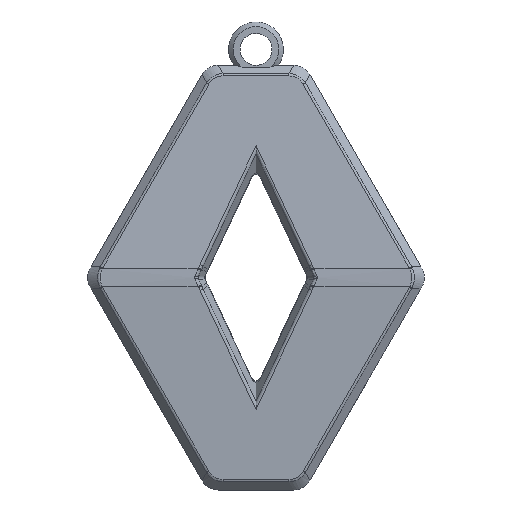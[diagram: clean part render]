
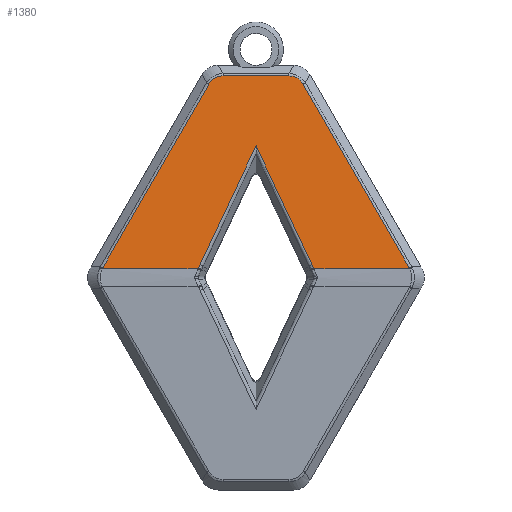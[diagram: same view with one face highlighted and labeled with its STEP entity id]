
A CAD part, top view. The second image highlights one B-rep face of the part: STEP entity #1380.
In plain terms, the highlighted free-form (B-spline) face has degree [1, 1] with [2, 2] control points.
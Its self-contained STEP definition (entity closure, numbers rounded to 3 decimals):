
#759 = VERTEX_POINT('',#760);
#760 = CARTESIAN_POINT('',(2.955,18.103,2.314
    ));
#768 = VERTEX_POINT('',#769);
#769 = CARTESIAN_POINT('',(-2.955,18.103,
    2.314));
#775 = EDGE_CURVE('',#768,#759,#776,.T.);
#776 = B_SPLINE_CURVE_WITH_KNOTS('',1,(#777,#778),.UNSPECIFIED.,.F.,.F.,
  (2,2),(0.,7.214),.PIECEWISE_BEZIER_KNOTS.);
#777 = CARTESIAN_POINT('',(-2.955,18.103,
    2.314));
#778 = CARTESIAN_POINT('',(2.955,18.103,2.314
    ));
#1284 = EDGE_CURVE('',#1285,#768,#1287,.T.);
#1285 = VERTEX_POINT('',#1286);
#1286 = CARTESIAN_POINT('',(-4.225,17.363,
    2.362));
#1287 = B_SPLINE_CURVE_WITH_KNOTS('',3,(#1288,#1289,#1290,#1291,#1292,
    #1293),.UNSPECIFIED.,.F.,.F.,(4,2,4),(0.,1.,1.),
  .UNSPECIFIED.);
#1288 = CARTESIAN_POINT('',(-4.225,17.363,
    2.362));
#1289 = CARTESIAN_POINT('',(-3.952,17.835,
    2.332));
#1290 = CARTESIAN_POINT('',(-3.493,18.103,
    2.314));
#1291 = CARTESIAN_POINT('',(-2.955,18.103,
    2.314));
#1292 = CARTESIAN_POINT('',(-2.955,18.103,
    2.314));
#1293 = CARTESIAN_POINT('',(-2.955,18.103,
    2.314));
#1345 = EDGE_CURVE('',#759,#1346,#1348,.T.);
#1346 = VERTEX_POINT('',#1347);
#1347 = CARTESIAN_POINT('',(4.225,17.363,2.362
    ));
#1348 = B_SPLINE_CURVE_WITH_KNOTS('',3,(#1349,#1350,#1351,#1352,#1353,
    #1354),.UNSPECIFIED.,.F.,.F.,(4,2,4),(0.,1.,1.),
  .UNSPECIFIED.);
#1349 = CARTESIAN_POINT('',(2.955,18.103,
    2.314));
#1350 = CARTESIAN_POINT('',(3.493,18.103,
    2.314));
#1351 = CARTESIAN_POINT('',(3.952,17.835,
    2.332));
#1352 = CARTESIAN_POINT('',(4.225,17.363,
    2.362));
#1353 = CARTESIAN_POINT('',(4.225,17.363,2.362
    ));
#1354 = CARTESIAN_POINT('',(4.225,17.363,
    2.362));
#1380 = ADVANCED_FACE('',(#1381),#1492,.T.);
#1381 = FACE_BOUND('',#1382,.T.);
#1382 = EDGE_LOOP('',(#1383,#1396,#1403,#1414,#1425,#1432,#1439,#1450,
    #1461,#1468,#1479,#1484,#1485,#1486,#1487));
#1383 = ORIENTED_EDGE('',*,*,#1384,.F.);
#1384 = EDGE_CURVE('',#1385,#1387,#1389,.T.);
#1385 = VERTEX_POINT('',#1386);
#1386 = CARTESIAN_POINT('',(-13.804,0.791,
    3.431));
#1387 = VERTEX_POINT('',#1388);
#1388 = CARTESIAN_POINT('',(-13.767,0.859,3.427
    ));
#1389 = B_SPLINE_CURVE_WITH_KNOTS('',3,(#1390,#1391,#1392,#1393,#1394,
    #1395),.UNSPECIFIED.,.F.,.F.,(4,2,4),(0.,0.5,1.),.UNSPECIFIED.);
#1390 = CARTESIAN_POINT('',(-13.804,0.791,
    3.431));
#1391 = CARTESIAN_POINT('',(-13.798,0.803,
    3.43));
#1392 = CARTESIAN_POINT('',(-13.792,0.814,
    3.43));
#1393 = CARTESIAN_POINT('',(-13.78,0.836,
    3.428));
#1394 = CARTESIAN_POINT('',(-13.773,0.847,
    3.428));
#1395 = CARTESIAN_POINT('',(-13.767,0.859,3.427
    ));
#1396 = ORIENTED_EDGE('',*,*,#1397,.F.);
#1397 = EDGE_CURVE('',#1398,#1385,#1400,.T.);
#1398 = VERTEX_POINT('',#1399);
#1399 = CARTESIAN_POINT('',(-5.195,0.791,3.431
    ));
#1400 = B_SPLINE_CURVE_WITH_KNOTS('',1,(#1401,#1402),.UNSPECIFIED.,.F.,
  .F.,(2,2),(0.,10.507),.PIECEWISE_BEZIER_KNOTS.);
#1401 = CARTESIAN_POINT('',(-5.195,0.791,3.431
    ));
#1402 = CARTESIAN_POINT('',(-13.804,0.791,
    3.431));
#1403 = ORIENTED_EDGE('',*,*,#1404,.F.);
#1404 = EDGE_CURVE('',#1405,#1398,#1407,.T.);
#1405 = VERTEX_POINT('',#1406);
#1406 = CARTESIAN_POINT('',(-5.153,0.881,
    3.425));
#1407 = B_SPLINE_CURVE_WITH_KNOTS('',3,(#1408,#1409,#1410,#1411,#1412,
    #1413),.UNSPECIFIED.,.F.,.F.,(4,2,4),(0.,0.5,1.),.UNSPECIFIED.);
#1408 = CARTESIAN_POINT('',(-5.153,0.881,
    3.425));
#1409 = CARTESIAN_POINT('',(-5.16,0.866,3.426
    ));
#1410 = CARTESIAN_POINT('',(-5.167,0.851,
    3.427));
#1411 = CARTESIAN_POINT('',(-5.181,0.821,3.429
    ));
#1412 = CARTESIAN_POINT('',(-5.188,0.806,3.43
    ));
#1413 = CARTESIAN_POINT('',(-5.195,0.791,3.431
    ));
#1414 = ORIENTED_EDGE('',*,*,#1415,.F.);
#1415 = EDGE_CURVE('',#1416,#1405,#1418,.T.);
#1416 = VERTEX_POINT('',#1417);
#1417 = CARTESIAN_POINT('',(-5.024,1.155,3.408
    ));
#1418 = B_SPLINE_CURVE_WITH_KNOTS('',3,(#1419,#1420,#1421,#1422,#1423,
    #1424),.UNSPECIFIED.,.F.,.F.,(4,2,4),(0.,0.5,1.),.UNSPECIFIED.);
#1419 = CARTESIAN_POINT('',(-5.024,1.155,3.408
    ));
#1420 = CARTESIAN_POINT('',(-5.045,1.109,
    3.411));
#1421 = CARTESIAN_POINT('',(-5.067,1.063,
    3.414));
#1422 = CARTESIAN_POINT('',(-5.11,0.972,3.419
    ));
#1423 = CARTESIAN_POINT('',(-5.131,0.926,3.422
    ));
#1424 = CARTESIAN_POINT('',(-5.153,0.881,
    3.425));
#1425 = ORIENTED_EDGE('',*,*,#1426,.F.);
#1426 = EDGE_CURVE('',#1427,#1416,#1429,.T.);
#1427 = VERTEX_POINT('',#1428);
#1428 = CARTESIAN_POINT('',(0.,11.824,
    2.719));
#1429 = B_SPLINE_CURVE_WITH_KNOTS('',1,(#1430,#1431),.UNSPECIFIED.,.F.,
  .F.,(2,2),(0.,14.418),
  .PIECEWISE_BEZIER_KNOTS.);
#1430 = CARTESIAN_POINT('',(0.,11.824,
    2.719));
#1431 = CARTESIAN_POINT('',(-5.024,1.155,3.408
    ));
#1432 = ORIENTED_EDGE('',*,*,#1433,.F.);
#1433 = EDGE_CURVE('',#1434,#1427,#1436,.T.);
#1434 = VERTEX_POINT('',#1435);
#1435 = CARTESIAN_POINT('',(5.024,1.155,3.408)
  );
#1436 = B_SPLINE_CURVE_WITH_KNOTS('',1,(#1437,#1438),.UNSPECIFIED.,.F.,
  .F.,(2,2),(0.,14.418),
  .PIECEWISE_BEZIER_KNOTS.);
#1437 = CARTESIAN_POINT('',(5.024,1.155,3.408)
  );
#1438 = CARTESIAN_POINT('',(0.,11.824,
    2.719));
#1439 = ORIENTED_EDGE('',*,*,#1440,.F.);
#1440 = EDGE_CURVE('',#1441,#1434,#1443,.T.);
#1441 = VERTEX_POINT('',#1442);
#1442 = CARTESIAN_POINT('',(5.153,0.881,3.425
    ));
#1443 = B_SPLINE_CURVE_WITH_KNOTS('',3,(#1444,#1445,#1446,#1447,#1448,
    #1449),.UNSPECIFIED.,.F.,.F.,(4,2,4),(0.,0.5,1.),.UNSPECIFIED.);
#1444 = CARTESIAN_POINT('',(5.153,0.881,3.425
    ));
#1445 = CARTESIAN_POINT('',(5.131,0.926,3.422)
  );
#1446 = CARTESIAN_POINT('',(5.11,0.972,3.419)
  );
#1447 = CARTESIAN_POINT('',(5.067,1.063,3.414
    ));
#1448 = CARTESIAN_POINT('',(5.045,1.109,3.411
    ));
#1449 = CARTESIAN_POINT('',(5.024,1.155,3.408)
  );
#1450 = ORIENTED_EDGE('',*,*,#1451,.F.);
#1451 = EDGE_CURVE('',#1452,#1441,#1454,.T.);
#1452 = VERTEX_POINT('',#1453);
#1453 = CARTESIAN_POINT('',(5.195,0.791,3.431)
  );
#1454 = B_SPLINE_CURVE_WITH_KNOTS('',3,(#1455,#1456,#1457,#1458,#1459,
    #1460),.UNSPECIFIED.,.F.,.F.,(4,2,4),(0.,0.5,1.),.UNSPECIFIED.);
#1455 = CARTESIAN_POINT('',(5.195,0.791,3.431)
  );
#1456 = CARTESIAN_POINT('',(5.188,0.806,3.43)
  );
#1457 = CARTESIAN_POINT('',(5.181,0.821,3.429)
  );
#1458 = CARTESIAN_POINT('',(5.167,0.851,3.427
    ));
#1459 = CARTESIAN_POINT('',(5.16,0.866,3.426)
  );
#1460 = CARTESIAN_POINT('',(5.153,0.881,3.425
    ));
#1461 = ORIENTED_EDGE('',*,*,#1462,.F.);
#1462 = EDGE_CURVE('',#1463,#1452,#1465,.T.);
#1463 = VERTEX_POINT('',#1464);
#1464 = CARTESIAN_POINT('',(13.804,0.791,
    3.431));
#1465 = B_SPLINE_CURVE_WITH_KNOTS('',1,(#1466,#1467),.UNSPECIFIED.,.F.,
  .F.,(2,2),(0.,10.507),.PIECEWISE_BEZIER_KNOTS.);
#1466 = CARTESIAN_POINT('',(13.804,0.791,
    3.431));
#1467 = CARTESIAN_POINT('',(5.195,0.791,3.431)
  );
#1468 = ORIENTED_EDGE('',*,*,#1469,.F.);
#1469 = EDGE_CURVE('',#1470,#1463,#1472,.T.);
#1470 = VERTEX_POINT('',#1471);
#1471 = CARTESIAN_POINT('',(13.767,0.859,3.427
    ));
#1472 = B_SPLINE_CURVE_WITH_KNOTS('',3,(#1473,#1474,#1475,#1476,#1477,
    #1478),.UNSPECIFIED.,.F.,.F.,(4,2,4),(0.,0.5,1.),.UNSPECIFIED.);
#1473 = CARTESIAN_POINT('',(13.767,0.859,3.427
    ));
#1474 = CARTESIAN_POINT('',(13.773,0.847,
    3.428));
#1475 = CARTESIAN_POINT('',(13.78,0.836,
    3.428));
#1476 = CARTESIAN_POINT('',(13.792,0.814,
    3.43));
#1477 = CARTESIAN_POINT('',(13.798,0.803,
    3.43));
#1478 = CARTESIAN_POINT('',(13.804,0.791,
    3.431));
#1479 = ORIENTED_EDGE('',*,*,#1480,.F.);
#1480 = EDGE_CURVE('',#1346,#1470,#1481,.T.);
#1481 = B_SPLINE_CURVE_WITH_KNOTS('',1,(#1482,#1483),.UNSPECIFIED.,.F.,
  .F.,(2,2),(0.,23.303),.PIECEWISE_BEZIER_KNOTS.);
#1482 = CARTESIAN_POINT('',(4.225,17.363,2.362
    ));
#1483 = CARTESIAN_POINT('',(13.767,0.859,3.427
    ));
#1484 = ORIENTED_EDGE('',*,*,#1345,.F.);
#1485 = ORIENTED_EDGE('',*,*,#775,.F.);
#1486 = ORIENTED_EDGE('',*,*,#1284,.F.);
#1487 = ORIENTED_EDGE('',*,*,#1488,.F.);
#1488 = EDGE_CURVE('',#1387,#1285,#1489,.T.);
#1489 = B_SPLINE_CURVE_WITH_KNOTS('',1,(#1490,#1491),.UNSPECIFIED.,.F.,
  .F.,(2,2),(0.,23.303),.PIECEWISE_BEZIER_KNOTS.);
#1490 = CARTESIAN_POINT('',(-13.767,0.859,3.427
    ));
#1491 = CARTESIAN_POINT('',(-4.225,17.363,
    2.362));
#1492 = B_SPLINE_SURFACE_WITH_KNOTS('',1,1,(
    (#1493,#1494)
    ,(#1495,#1496
    )),.UNSPECIFIED.,.F.,.F.,.F.,(2,2),(2,2),(-19.502,
    14.194),(-10.681,10.491),
  .PIECEWISE_BEZIER_KNOTS.);
#1493 = CARTESIAN_POINT('',(-13.804,0.791,
    3.431));
#1494 = CARTESIAN_POINT('',(-13.804,18.103,
    2.314));
#1495 = CARTESIAN_POINT('',(13.804,0.791,
    3.431));
#1496 = CARTESIAN_POINT('',(13.804,18.103,
    2.314));
